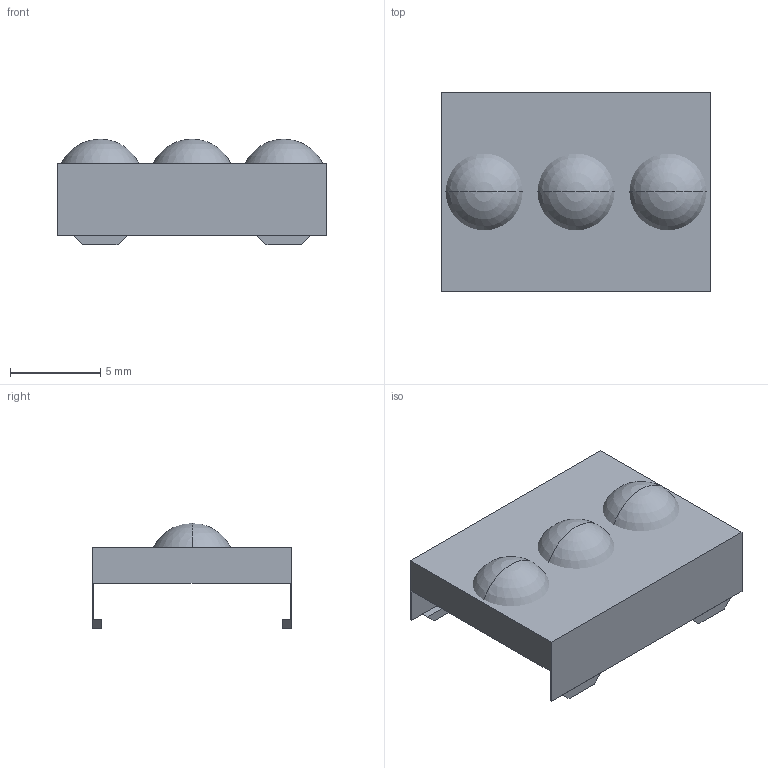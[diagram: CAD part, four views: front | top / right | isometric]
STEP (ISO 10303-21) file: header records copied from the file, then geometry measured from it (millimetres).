
FILE_DESCRIPTION((''),'2;1');
FILE_NAME('DS_SIEMENS_DL-330M_Part2.stp','2014-02-04T10:19:32',(''),(''),'Mechanical Desktop 2011','Mechanical Desktop 2011',', , ');
FILE_SCHEMA(('AUTOMOTIVE_DESIGN { 1 2 10303 214 1 1 1 1 }'));
Length unit declared in the file: millimetre
Products named in the file (1): Product
Bounding box: 14.91 x 11.05 x 5.84 mm (x, y, z)
Volume: 374.6 mm3; surface area: 685.2 mm2
Topology: 8 solids, 8 shells, 43 faces, 93 edges, 60 vertices
Faces by surface type: bspline 20, plane 17, sphere 6
Entity records: 1162 total; most frequent: CARTESIAN_POINT 251, ORIENTED_EDGE 174, DIRECTION 150, EDGE_CURVE 87, VECTOR 72, LINE 72, VERTEX_POINT 60, EDGE_LOOP 43
